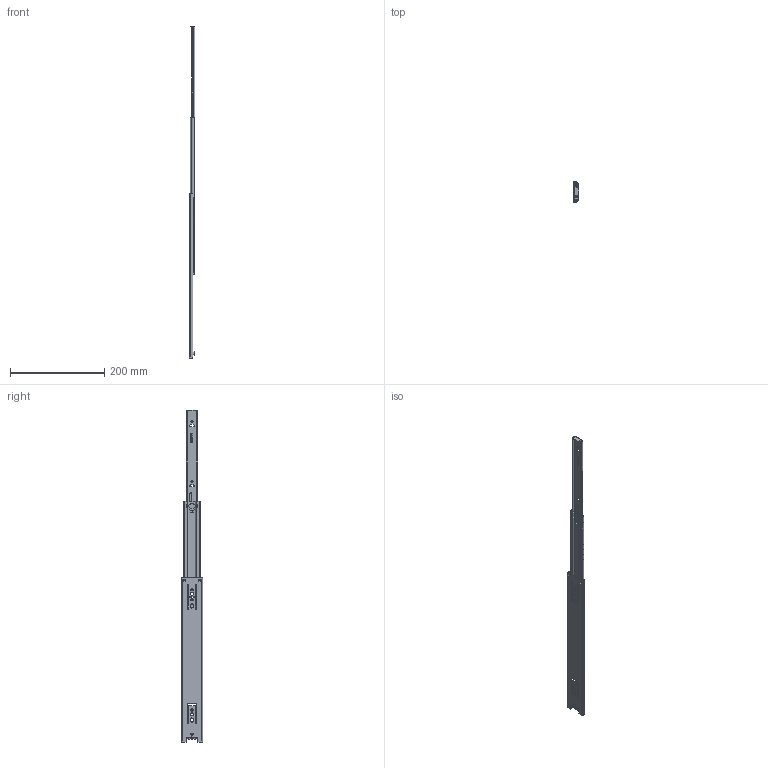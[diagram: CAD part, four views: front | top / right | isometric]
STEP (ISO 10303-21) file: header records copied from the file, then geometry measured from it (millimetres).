
FILE_DESCRIPTION(/* description */ ('Vollauszug Serie 072 350x356'),/* implementation_level */ '2;1');
FILE_NAME(/* name */ '07000077002.stp',/* time_stamp */ '2020-07-10T14:15:51+02:00',/* author */ ('Philipp Joos'),/* organization */ (''),/* preprocessor_version */ 'ST-DEVELOPER v18',/* originating_system */ 'Autodesk Inventor 2020',/* authorisation */ '');
FILE_SCHEMA (('AUTOMOTIVE_DESIGN { 1 0 10303 214 3 1 1 }'));
Length unit declared in the file: millimetre
Products named in the file (1): 07000077002
Bounding box: 12.7 x 45.5 x 706 mm (x, y, z)
Volume: 72940.7 mm3; surface area: 123071.9 mm2
Topology: 50 solids, 50 shells, 885 faces, 2677 edges, 1763 vertices
Faces by surface type: plane 433, cylinder 395, sphere 42, torus 15
Full cylindrical faces by diameter (mm): 4 x2, 4.4 x3, 4.6 x2, 4.7 x1, 5 x51, 6.3 x2, 7.3 x1, 8 x1
Entity records: 31909 total; most frequent: CARTESIAN_POINT 6802, ORIENTED_EDGE 5190, DIRECTION 5143, EDGE_CURVE 2595, AXIS2_PLACEMENT_3D 1788, VERTEX_POINT 1763, LINE 1567, VECTOR 1567
